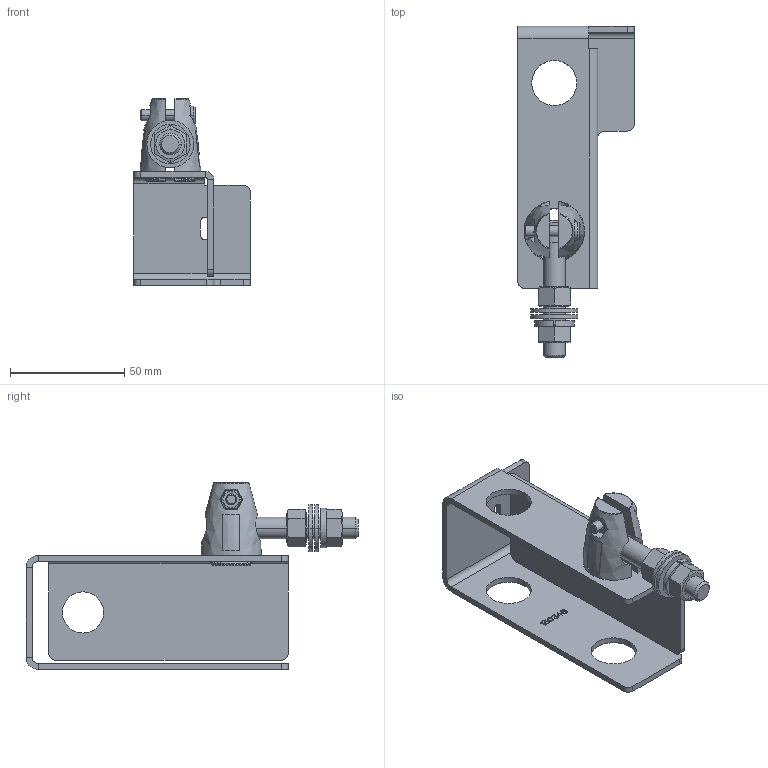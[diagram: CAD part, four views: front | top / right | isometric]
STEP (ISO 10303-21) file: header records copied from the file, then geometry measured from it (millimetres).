
FILE_DESCRIPTION((''),'2;1');
FILE_NAME('156793_SW','2011-10-06T',('banengservice'),('BANNER ENGINEERING'),'PRO/ENGINEER BY PARAMETRIC TECHNOLOGY CORPORATION, 2009141','PRO/ENGINEER BY PARAMETRIC TECHNOLOGY CORPORATION, 2009141','');
FILE_SCHEMA(('CONFIG_CONTROL_DESIGN'));
Length unit declared in the file: inch
Products named in the file (1): 156793_SW
Bounding box: 51 x 145.6 x 81.97 mm (x, y, z)
Volume: 53619.6 mm3; surface area: 39202.8 mm2
Topology: 3 solids, 3 shells, 479 faces, 1295 edges, 846 vertices
Faces by surface type: plane 370, cylinder 76, cone 12, sphere 11, bspline 8, torus 2
Entity records: 16171 total; most frequent: CARTESIAN_POINT 4047, ORIENTED_EDGE 2590, DIRECTION 2364, EDGE_CURVE 1295, VECTOR 1008, LINE 1008, VERTEX_POINT 846, AXIS2_PLACEMENT_3D 678
